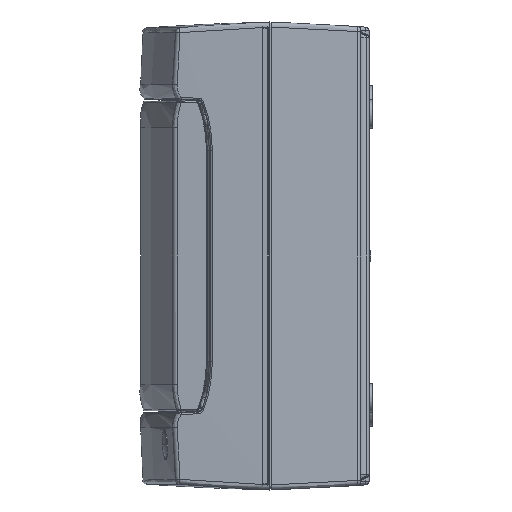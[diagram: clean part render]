
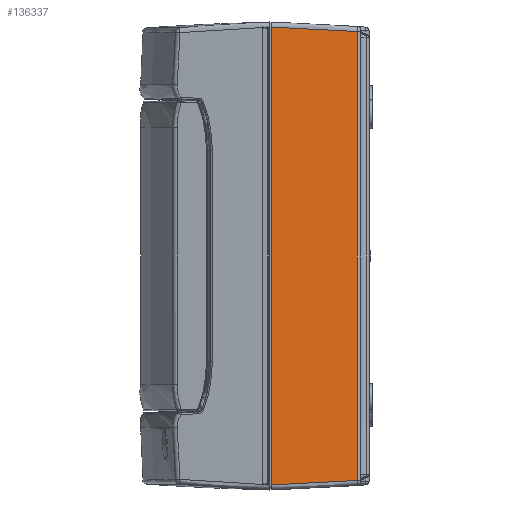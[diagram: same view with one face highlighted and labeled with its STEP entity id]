
A CAD part, left-side view. The second image highlights one B-rep face of the part: STEP entity #136337.
In plain terms, the highlighted cylindrical face has radius 1000 mm (diameter 2000 mm), a partial arc.
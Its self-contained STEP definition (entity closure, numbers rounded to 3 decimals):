
#9296 = AXIS2_PLACEMENT_3D ( 'NONE', #100812, #100811, #100802 ) ;
#19733 = B_SPLINE_CURVE_WITH_KNOTS ( 'NONE', 3,
 ( #73865, #73867, #73880, #73882 ),
 .UNSPECIFIED., .F., .F.,
 ( 4, 4 ),
 ( 0., 1. ),
 .UNSPECIFIED. ) ;
#19736 = B_SPLINE_CURVE_WITH_KNOTS ( 'NONE', 3,
 ( #73875, #73878, #73887, #73889 ),
 .UNSPECIFIED., .F., .F.,
 ( 4, 4 ),
 ( 0., 1. ),
 .UNSPECIFIED. ) ;
#19740 = B_SPLINE_CURVE_WITH_KNOTS ( 'NONE', 3,
 ( #73893, #73884, #73901, #73902 ),
 .UNSPECIFIED., .F., .F.,
 ( 4, 4 ),
 ( 0., 1. ),
 .UNSPECIFIED. ) ;
#45742 = CARTESIAN_POINT ( 'NONE',  ( -201.387, 6.846, -131.896 ) ) ;
#45744 = CARTESIAN_POINT ( 'NONE',  ( -204., 57.5, 134.501 ) ) ;
#45745 = CARTESIAN_POINT ( 'NONE',  ( -201.387, 6.846, 131.896 ) ) ;
#45752 = CARTESIAN_POINT ( 'NONE',  ( -204., 57.5, -134.501 ) ) ;
#66622 = EDGE_LOOP ( 'NONE', ( #86225, #86226, #86227, #86228 ) ) ;
#68714 = LINE ( 'NONE', #73891, #68717 ) ;
#68717 = VECTOR ( 'NONE', #73895, 1000. ) ;
#73865 = CARTESIAN_POINT ( 'NONE',  ( -204., 57.5, -134.501 ) ) ;
#73867 = CARTESIAN_POINT ( 'NONE',  ( -204., 57.5, -44.834 ) ) ;
#73875 = CARTESIAN_POINT ( 'NONE',  ( -201.387, 6.846, -131.896 ) ) ;
#73878 = CARTESIAN_POINT ( 'NONE',  ( -202.684, 23.681, -133.177 ) ) ;
#73880 = CARTESIAN_POINT ( 'NONE',  ( -204., 57.5, 44.834 ) ) ;
#73882 = CARTESIAN_POINT ( 'NONE',  ( -204., 57.5, 134.501 ) ) ;
#73884 = CARTESIAN_POINT ( 'NONE',  ( -203.557, 40.579, 134.071 ) ) ;
#73887 = CARTESIAN_POINT ( 'NONE',  ( -203.557, 40.579, -134.071 ) ) ;
#73889 = CARTESIAN_POINT ( 'NONE',  ( -204., 57.5, -134.501 ) ) ;
#73891 = CARTESIAN_POINT ( 'NONE',  ( -201.387, 6.846, 0. ) ) ;
#73893 = CARTESIAN_POINT ( 'NONE',  ( -204., 57.5, 134.501 ) ) ;
#73895 = DIRECTION ( 'NONE',  ( 0., 0., 1. ) ) ;
#73901 = CARTESIAN_POINT ( 'NONE',  ( -202.684, 23.681, 133.177 ) ) ;
#73902 = CARTESIAN_POINT ( 'NONE',  ( -201.387, 6.846, 131.896 ) ) ;
#79594 = FACE_OUTER_BOUND ( 'NONE', #66622, .T. ) ;
#79619 = CYLINDRICAL_SURFACE ( 'NONE', #9296, 1000. ) ;
#80230 = VERTEX_POINT ( 'NONE', #45742 ) ;
#80231 = VERTEX_POINT ( 'NONE', #45744 ) ;
#80232 = VERTEX_POINT ( 'NONE', #45745 ) ;
#80236 = VERTEX_POINT ( 'NONE', #45752 ) ;
#82922 = EDGE_CURVE ( 'NONE', #80236, #80231, #19733, .T. ) ;
#82925 = EDGE_CURVE ( 'NONE', #80230, #80236, #19736, .T. ) ;
#82927 = EDGE_CURVE ( 'NONE', #80230, #80232, #68714, .T. ) ;
#82929 = EDGE_CURVE ( 'NONE', #80231, #80232, #19740, .T. ) ;
#86225 = ORIENTED_EDGE ( 'NONE', *, *, #82922, .F. ) ;
#86226 = ORIENTED_EDGE ( 'NONE', *, *, #82925, .F. ) ;
#86227 = ORIENTED_EDGE ( 'NONE', *, *, #82927, .T. ) ;
#86228 = ORIENTED_EDGE ( 'NONE', *, *, #82929, .F. ) ;
#100802 = DIRECTION ( 'NONE',  ( 1., 0., 0. ) ) ;
#100811 = DIRECTION ( 'NONE',  ( 0., 0., 1. ) ) ;
#100812 = CARTESIAN_POINT ( 'NONE',  ( 795.657, 83.677, -136.115 ) ) ;
#136337 = ADVANCED_FACE ( 'NONE', ( #79594 ), #79619, .T. ) ;
